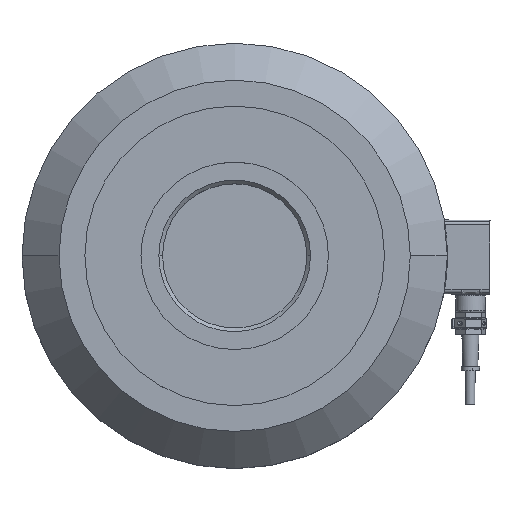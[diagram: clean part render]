
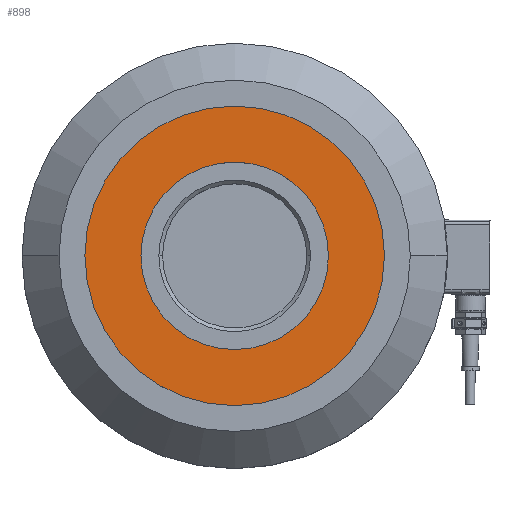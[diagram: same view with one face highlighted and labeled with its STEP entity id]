
A CAD part, left-side view. The second image highlights one B-rep face of the part: STEP entity #898.
In plain terms, the highlighted planar face has unit normal (-1, 0, 0.001).
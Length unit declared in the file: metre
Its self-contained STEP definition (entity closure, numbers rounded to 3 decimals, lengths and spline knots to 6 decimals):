
#898=ADVANCED_FACE('0:11845',(#1843,#1844),#1845,.T.);
#1843=FACE_OUTER_BOUND('',#3016,.T.);
#1844=FACE_BOUND('',#3017,.T.);
#1845=PLANE('',#3018);
#3016=EDGE_LOOP('',(#5952,#5953));
#3017=EDGE_LOOP('',(#5954,#5955));
#3018=AXIS2_PLACEMENT_3D('',#5956,#5957,#5958);
#5952=ORIENTED_EDGE('',*,*,#7217,.F.);
#5953=ORIENTED_EDGE('',*,*,#6878,.F.);
#5954=ORIENTED_EDGE('',*,*,#6670,.T.);
#5955=ORIENTED_EDGE('',*,*,#6870,.T.);
#5956=CARTESIAN_POINT('',(-0.237619,-0.084821,-0.000466));
#5957=DIRECTION('',(-1.,0.,0.001));
#5958=DIRECTION('',(0.,-1.,0.));
#6670=EDGE_CURVE('0:11860',#8121,#8118,#8122,.T.);
#6870=EDGE_CURVE('',#8118,#8121,#8406,.T.);
#6878=EDGE_CURVE('',#8415,#8417,#8418,.F.);
#7217=EDGE_CURVE('0:11869',#8417,#8415,#8839,.F.);
#8118=VERTEX_POINT('',#10454);
#8121=VERTEX_POINT('',#10458);
#8122=CIRCLE('',#10459,0.0507);
#8406=CIRCLE('',#10975,0.0507);
#8415=VERTEX_POINT('',#10987);
#8417=VERTEX_POINT('',#10990);
#8418=CIRCLE('',#10991,0.081);
#8839=CIRCLE('',#11772,0.081);
#10454=CARTESIAN_POINT('',(-0.23762,-0.069671,-0.000464));
#10458=CARTESIAN_POINT('',(-0.237629,0.031729,-0.000453));
#10459=AXIS2_PLACEMENT_3D('',#12335,#12336,#12337);
#10975=AXIS2_PLACEMENT_3D('',#12557,#12558,#12559);
#10987=CARTESIAN_POINT('',(-0.237618,-0.099971,-0.000467));
#10990=CARTESIAN_POINT('',(-0.237631,0.062029,-0.00045));
#10991=AXIS2_PLACEMENT_3D('',#12564,#12565,#12566);
#11772=AXIS2_PLACEMENT_3D('',#12884,#12885,#12886);
#12335=CARTESIAN_POINT('',(-0.237624,-0.018971,-0.000459));
#12336=DIRECTION('',(1.,0.,-0.001));
#12337=DIRECTION('',(0.,-1.,0.));
#12557=CARTESIAN_POINT('',(-0.237624,-0.018971,-0.000459));
#12558=DIRECTION('',(1.,0.,-0.001));
#12559=DIRECTION('',(0.,-1.,0.));
#12564=CARTESIAN_POINT('',(-0.237624,-0.018971,-0.000459));
#12565=DIRECTION('',(-1.,0.,0.001));
#12566=DIRECTION('',(0.,-1.,0.));
#12884=CARTESIAN_POINT('',(-0.237624,-0.018971,-0.000459));
#12885=DIRECTION('',(-1.,0.,0.001));
#12886=DIRECTION('',(0.,-1.,0.));
